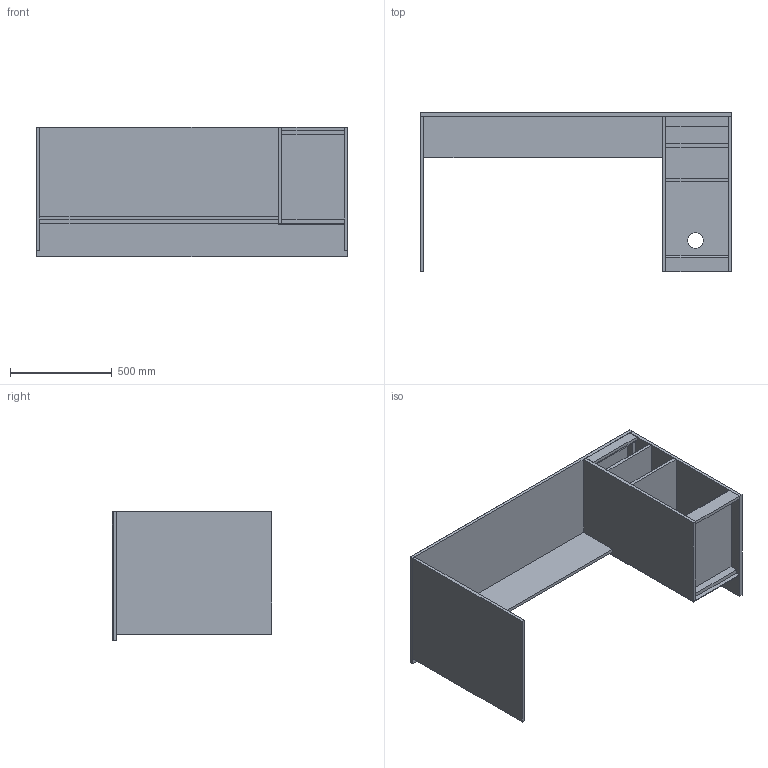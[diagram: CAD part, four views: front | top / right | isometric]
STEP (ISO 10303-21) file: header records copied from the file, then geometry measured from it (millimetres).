
FILE_DESCRIPTION(/* description */ ('Alibre Inc.'),/* implementation_level */ '2;1');
FILE_NAME(/* name */ 'export-B33D3299-F747-4680-B76A-DE7158BC77BC',/* time_stamp */ '2023-05-18T18:49:19-05:00',/* author */ (''),/* organization */ (''),/* preprocessor_version */ 'ST-DEVELOPER v17',/* originating_system */ 'Alibre',/* authorisation */ '');
FILE_SCHEMA (('CONFIG_CONTROL_DESIGN'));
Length unit declared in the file: foot
Bounding box: 1524 x 781.05 x 635 mm (x, y, z)
Volume: 51848816 mm3; surface area: 7032144 mm2
Topology: 20 solids, 20 shells, 125 faces, 253 edges, 168 vertices
Faces by surface type: plane 120, cylinder 5
Full cylindrical faces by diameter (mm): 76.2 x1
Entity records: 4013 total; most frequent: CARTESIAN_POINT 429, DIRECTION 362, ORIENTED_EDGE 360, EDGE_CURVE 180, VECTOR 172, LINE 172, PERSON_AND_ORGANIZATION 160, AXIS2_PLACEMENT_3D 137
